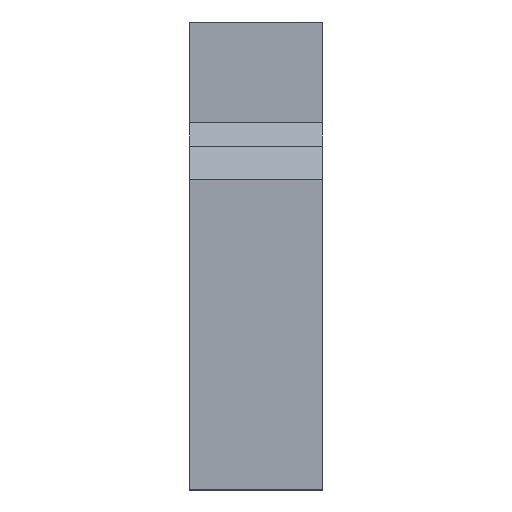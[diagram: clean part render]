
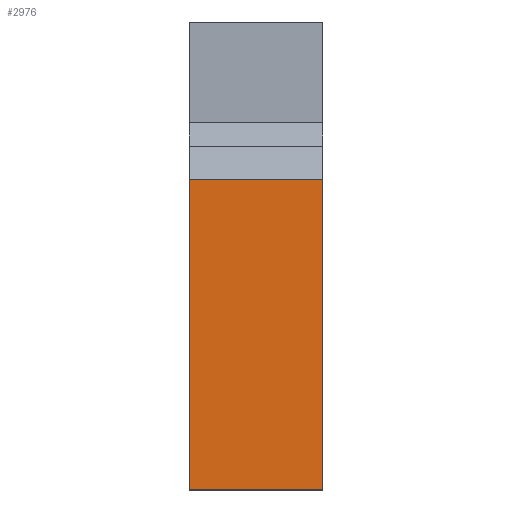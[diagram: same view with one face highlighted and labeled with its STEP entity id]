
A CAD part, front view. The second image highlights one B-rep face of the part: STEP entity #2976.
In plain terms, the highlighted planar face has unit normal (0, -1, 0).
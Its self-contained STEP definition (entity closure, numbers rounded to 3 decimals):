
#242=FACE_OUTER_BOUND('',#405,.T.);
#405=EDGE_LOOP('',(#1952,#1953,#1954,#1955));
#568=LINE('',#4479,#881);
#571=LINE('',#4485,#884);
#572=LINE('',#4487,#885);
#573=LINE('',#4488,#886);
#881=VECTOR('',#3534,10.);
#884=VECTOR('',#3539,10.);
#885=VECTOR('',#3540,10.);
#886=VECTOR('',#3541,10.);
#1194=VERTEX_POINT('',#4476);
#1195=VERTEX_POINT('',#4478);
#1197=VERTEX_POINT('',#4484);
#1198=VERTEX_POINT('',#4486);
#1496=EDGE_CURVE('',#1194,#1195,#568,.T.);
#1499=EDGE_CURVE('',#1197,#1194,#571,.T.);
#1500=EDGE_CURVE('',#1197,#1198,#572,.T.);
#1501=EDGE_CURVE('',#1195,#1198,#573,.T.);
#1952=ORIENTED_EDGE('',*,*,#1499,.F.);
#1953=ORIENTED_EDGE('',*,*,#1500,.T.);
#1954=ORIENTED_EDGE('',*,*,#1501,.F.);
#1955=ORIENTED_EDGE('',*,*,#1496,.F.);
#2855=PLANE('',#3214);
#2976=ADVANCED_FACE('',(#242),#2855,.T.);
#3214=AXIS2_PLACEMENT_3D('',#4483,#3537,#3538);
#3534=DIRECTION('',(1.,0.,0.));
#3537=DIRECTION('center_axis',(0.,-1.,0.));
#3538=DIRECTION('ref_axis',(0.,0.,-1.));
#3539=DIRECTION('',(0.,0.,1.));
#3540=DIRECTION('',(1.,0.,0.));
#3541=DIRECTION('',(0.,0.,-1.));
#4476=CARTESIAN_POINT('',(0.,-55.,-23.5));
#4478=CARTESIAN_POINT('',(20.,-55.,-23.5));
#4479=CARTESIAN_POINT('',(0.,-55.,-23.5));
#4483=CARTESIAN_POINT('Origin',(0.,-55.,-23.5));
#4484=CARTESIAN_POINT('',(0.,-55.,-70.));
#4485=CARTESIAN_POINT('',(0.,-55.,-70.));
#4486=CARTESIAN_POINT('',(20.,-55.,-70.));
#4487=CARTESIAN_POINT('',(0.,-55.,-70.));
#4488=CARTESIAN_POINT('',(20.,-55.,-70.));
